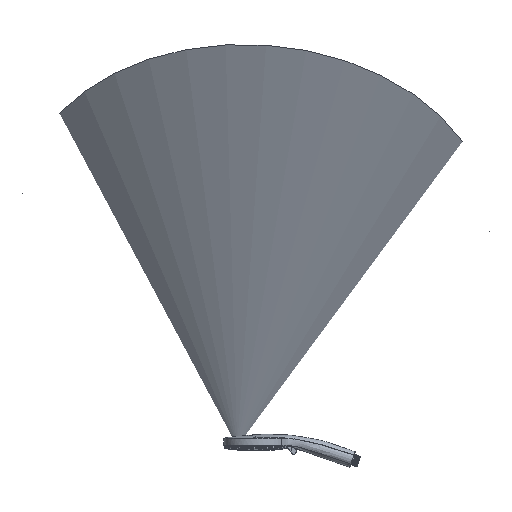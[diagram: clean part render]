
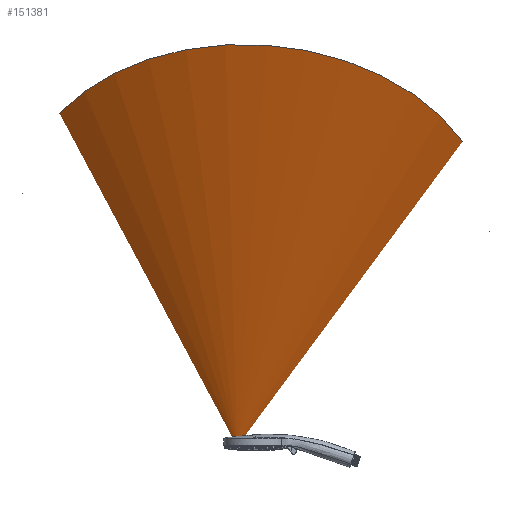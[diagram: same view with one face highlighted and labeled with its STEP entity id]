
A CAD part, top view. The second image highlights one B-rep face of the part: STEP entity #151381.
In plain terms, the highlighted spherical face has radius 437.055 mm.
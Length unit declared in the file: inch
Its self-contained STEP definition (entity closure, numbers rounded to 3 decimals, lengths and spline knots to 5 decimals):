
#35646 = EDGE_CURVE ( 'NONE', #99299, #99099, #64094, .T. ) ;
#37372 = DIRECTION ( 'NONE',  ( 0.08, -0.997, 0. ) ) ;
#37434 = ORIENTED_EDGE ( 'NONE', *, *, #62763, .T. ) ;
#44905 = CARTESIAN_POINT ( 'NONE',  ( -1.37261, 0.02421, 0.05749 ) ) ;
#48777 = CARTESIAN_POINT ( 'NONE',  ( -1.37256, 0.02432, 0.02709 ) ) ;
#51586 = CARTESIAN_POINT ( 'NONE',  ( -1.37261, 0.02421, 0.05749 ) ) ;
#54636 = CARTESIAN_POINT ( 'NONE',  ( 0., -17.12776, 0. ) ) ;
#62763 = EDGE_CURVE ( 'NONE', #99099, #99299, #116096, .T. ) ;
#63183 = CARTESIAN_POINT ( 'NONE',  ( -1.37228, 0.02388, -0.12491 ) ) ;
#64094 = CIRCLE ( 'NONE', #97364, 17.2069 ) ;
#65758 = VERTEX_POINT ( 'NONE', #177782 ) ;
#83689 = ORIENTED_EDGE ( 'NONE', *, *, #104341, .T. ) ;
#97364 = AXIS2_PLACEMENT_3D ( 'NONE', #137702, #136429, #37372 ) ;
#99099 = VERTEX_POINT ( 'NONE', #201870 ) ;
#99299 = VERTEX_POINT ( 'NONE', #51586 ) ;
#104341 = EDGE_CURVE ( 'NONE', #65758, #99099, #251564, .T. ) ;
#116096 = B_SPLINE_CURVE_WITH_KNOTS ( 'NONE', 3,
 ( #63183, #227231, #185584, #48777, #44905 ),
 .UNSPECIFIED., .F., .F.,
 ( 4, 1, 4 ),
 ( 0., 0.33333, 0.66667 ),
 .UNSPECIFIED. ) ;
#134113 = DIRECTION ( 'NONE',  ( 0.997, 0.08, 0.002 ) ) ;
#136429 = DIRECTION ( 'NONE',  ( -0.997, -0.08, -0.002 ) ) ;
#137702 = CARTESIAN_POINT ( 'NONE',  ( 0., -17.12776, 0. ) ) ;
#140676 = ORIENTED_EDGE ( 'NONE', *, *, #104341, .F. ) ;
#151381 = ADVANCED_FACE ( 'NONE', ( #244041 ), #233102, .F. ) ;
#155181 = ORIENTED_EDGE ( 'NONE', *, *, #35646, .T. ) ;
#168400 = AXIS2_PLACEMENT_3D ( 'NONE', #171038, #212673, #213974 ) ;
#171038 = CARTESIAN_POINT ( 'NONE',  ( 0., -17.12776, 0. ) ) ;
#177782 = CARTESIAN_POINT ( 'NONE',  ( 1.37228, -34.27939, 0.12491 ) ) ;
#185584 = CARTESIAN_POINT ( 'NONE',  ( -1.37248, 0.02436, -0.03371 ) ) ;
#199069 = AXIS2_PLACEMENT_3D ( 'NONE', #54636, #134113, #213537 ) ;
#201870 = CARTESIAN_POINT ( 'NONE',  ( -1.37228, 0.02388, -0.12491 ) ) ;
#212673 = DIRECTION ( 'NONE',  ( 0.997, 0.08, 0.002 ) ) ;
#213537 = DIRECTION ( 'NONE',  ( -0.002, 0.007, 1. ) ) ;
#213974 = DIRECTION ( 'NONE',  ( -0.08, 0.997, 0. ) ) ;
#227231 = CARTESIAN_POINT ( 'NONE',  ( -1.37235, 0.02409, -0.09451 ) ) ;
#233102 = SPHERICAL_SURFACE ( 'NONE', #199069, 17.2069 ) ;
#244041 = FACE_OUTER_BOUND ( 'NONE', #251619, .T. ) ;
#251564 = CIRCLE ( 'NONE', #168400, 17.2069 ) ;
#251619 = EDGE_LOOP ( 'NONE', ( #37434, #155181, #140676, #83689 ) ) ;
